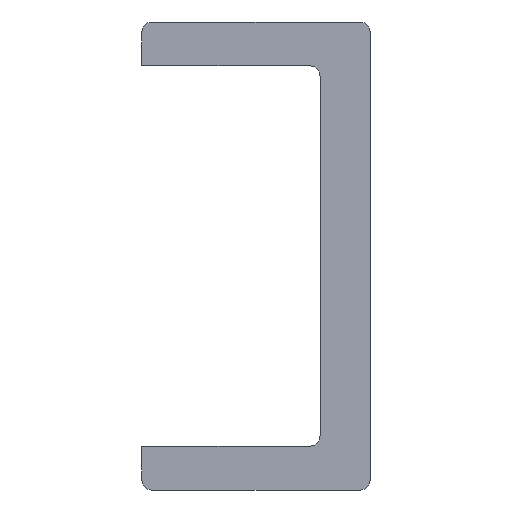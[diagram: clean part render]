
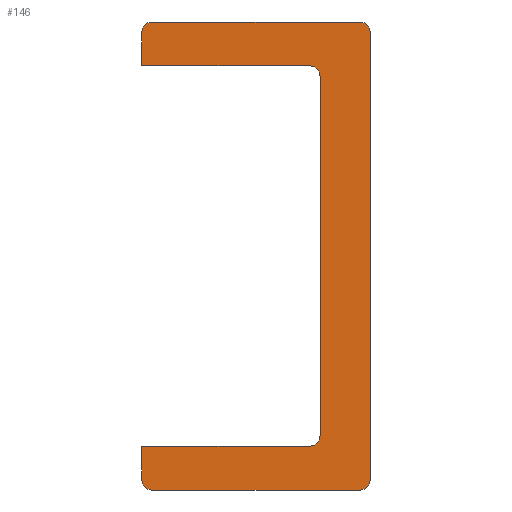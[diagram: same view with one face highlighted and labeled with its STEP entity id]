
A CAD part, front view. The second image highlights one B-rep face of the part: STEP entity #146.
In plain terms, the highlighted planar face has unit normal (0, -1, 0).
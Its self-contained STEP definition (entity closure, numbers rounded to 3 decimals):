
#146 = ADVANCED_FACE( '', ( #416 ), #417, .F. );
#416 = FACE_OUTER_BOUND( '', #861, .T. );
#417 = PLANE( '', #862 );
#861 = EDGE_LOOP( '', ( #1334, #1335, #1336, #1337, #1338, #1339, #1340, #1341, #1342, #1343, #1344, #1345, #1346, #1347 ) );
#862 = AXIS2_PLACEMENT_3D( '', #1348, #1349, #1350 );
#1334 = ORIENTED_EDGE( '', *, *, #1965, .F. );
#1335 = ORIENTED_EDGE( '', *, *, #1980, .T. );
#1336 = ORIENTED_EDGE( '', *, *, #1981, .F. );
#1337 = ORIENTED_EDGE( '', *, *, #1982, .T. );
#1338 = ORIENTED_EDGE( '', *, *, #1983, .F. );
#1339 = ORIENTED_EDGE( '', *, *, #1984, .F. );
#1340 = ORIENTED_EDGE( '', *, *, #1985, .F. );
#1341 = ORIENTED_EDGE( '', *, *, #1986, .F. );
#1342 = ORIENTED_EDGE( '', *, *, #1987, .F. );
#1343 = ORIENTED_EDGE( '', *, *, #1988, .F. );
#1344 = ORIENTED_EDGE( '', *, *, #1989, .F. );
#1345 = ORIENTED_EDGE( '', *, *, #1990, .T. );
#1346 = ORIENTED_EDGE( '', *, *, #1970, .F. );
#1347 = ORIENTED_EDGE( '', *, *, #1991, .T. );
#1348 = CARTESIAN_POINT( '', ( -10.5, 0., 21.5 ) );
#1349 = DIRECTION( '', ( 0., 1., 0. ) );
#1350 = DIRECTION( '', ( 0., 0., 1. ) );
#1965 = EDGE_CURVE( '', #2272, #2274, #2275, .T. );
#1970 = EDGE_CURVE( '', #2281, #2283, #2284, .T. );
#1980 = EDGE_CURVE( '', #2272, #2298, #2299, .F. );
#1981 = EDGE_CURVE( '', #2300, #2298, #2301, .T. );
#1982 = EDGE_CURVE( '', #2300, #2302, #2303, .F. );
#1983 = EDGE_CURVE( '', #2304, #2302, #2305, .T. );
#1984 = EDGE_CURVE( '', #2306, #2304, #2307, .T. );
#1985 = EDGE_CURVE( '', #2308, #2306, #2309, .T. );
#1986 = EDGE_CURVE( '', #2310, #2308, #2311, .T. );
#1987 = EDGE_CURVE( '', #2312, #2310, #2313, .T. );
#1988 = EDGE_CURVE( '', #2314, #2312, #2315, .T. );
#1989 = EDGE_CURVE( '', #2316, #2314, #2317, .T. );
#1990 = EDGE_CURVE( '', #2316, #2283, #2318, .F. );
#1991 = EDGE_CURVE( '', #2281, #2274, #2319, .F. );
#2272 = VERTEX_POINT( '', #2671 );
#2274 = VERTEX_POINT( '', #2674 );
#2275 = LINE( '', #2675, #2676 );
#2281 = VERTEX_POINT( '', #2684 );
#2283 = VERTEX_POINT( '', #2687 );
#2284 = LINE( '', #2688, #2689 );
#2298 = VERTEX_POINT( '', #2704 );
#2299 = CIRCLE( '', #2705, 0.9 );
#2300 = VERTEX_POINT( '', #2706 );
#2301 = LINE( '', #2707, #2708 );
#2302 = VERTEX_POINT( '', #2709 );
#2303 = CIRCLE( '', #2710, 0.9 );
#2304 = VERTEX_POINT( '', #2711 );
#2305 = LINE( '', #2712, #2713 );
#2306 = VERTEX_POINT( '', #2714 );
#2307 = LINE( '', #2715, #2716 );
#2308 = VERTEX_POINT( '', #2717 );
#2309 = CIRCLE( '', #2718, 1. );
#2310 = VERTEX_POINT( '', #2719 );
#2311 = LINE( '', #2720, #2721 );
#2312 = VERTEX_POINT( '', #2722 );
#2313 = CIRCLE( '', #2723, 1. );
#2314 = VERTEX_POINT( '', #2724 );
#2315 = LINE( '', #2725, #2726 );
#2316 = VERTEX_POINT( '', #2727 );
#2317 = LINE( '', #2728, #2729 );
#2318 = CIRCLE( '', #2730, 0.9 );
#2319 = CIRCLE( '', #2731, 0.9 );
#2671 = CARTESIAN_POINT( '', ( 10.5, 0., 20.6 ) );
#2674 = CARTESIAN_POINT( '', ( 10.5, 0., -20.6 ) );
#2675 = CARTESIAN_POINT( '', ( 10.5, 0., 21.5 ) );
#2676 = VECTOR( '', #3140, 1000. );
#2684 = CARTESIAN_POINT( '', ( 9.6, 0., -21.5 ) );
#2687 = CARTESIAN_POINT( '', ( -9.6, 0., -21.5 ) );
#2688 = CARTESIAN_POINT( '', ( 10.5, 0., -21.5 ) );
#2689 = VECTOR( '', #3144, 1000. );
#2704 = CARTESIAN_POINT( '', ( 9.6, 0., 21.5 ) );
#2705 = AXIS2_PLACEMENT_3D( '', #3158, #3159, #3160 );
#2706 = CARTESIAN_POINT( '', ( -9.6, 0., 21.5 ) );
#2707 = CARTESIAN_POINT( '', ( -10.5, 0., 21.5 ) );
#2708 = VECTOR( '', #3161, 1000. );
#2709 = CARTESIAN_POINT( '', ( -10.5, 0., 20.6 ) );
#2710 = AXIS2_PLACEMENT_3D( '', #3162, #3163, #3164 );
#2711 = CARTESIAN_POINT( '', ( -10.5, 0., 17.5 ) );
#2712 = CARTESIAN_POINT( '', ( -10.5, 0., -21.5 ) );
#2713 = VECTOR( '', #3165, 1000. );
#2714 = CARTESIAN_POINT( '', ( 4.9, 0., 17.5 ) );
#2715 = CARTESIAN_POINT( '', ( 4.9, 0., 17.5 ) );
#2716 = VECTOR( '', #3166, 1000. );
#2717 = CARTESIAN_POINT( '', ( 5.9, 0., 16.5 ) );
#2718 = AXIS2_PLACEMENT_3D( '', #3167, #3168, #3169 );
#2719 = CARTESIAN_POINT( '', ( 5.9, 0., -16.5 ) );
#2720 = CARTESIAN_POINT( '', ( 5.9, 0., 16.5 ) );
#2721 = VECTOR( '', #3170, 1000. );
#2722 = CARTESIAN_POINT( '', ( 4.9, 0., -17.5 ) );
#2723 = AXIS2_PLACEMENT_3D( '', #3171, #3172, #3173 );
#2724 = CARTESIAN_POINT( '', ( -10.5, 0., -17.5 ) );
#2725 = CARTESIAN_POINT( '', ( 4.9, 0., -17.5 ) );
#2726 = VECTOR( '', #3174, 1000. );
#2727 = CARTESIAN_POINT( '', ( -10.5, 0., -20.6 ) );
#2728 = CARTESIAN_POINT( '', ( -10.5, 0., -21.5 ) );
#2729 = VECTOR( '', #3175, 1000. );
#2730 = AXIS2_PLACEMENT_3D( '', #3176, #3177, #3178 );
#2731 = AXIS2_PLACEMENT_3D( '', #3179, #3180, #3181 );
#3140 = DIRECTION( '', ( 0., 0., -1. ) );
#3144 = DIRECTION( '', ( -1., 0., 0. ) );
#3158 = CARTESIAN_POINT( '', ( 9.6, 0., 20.6 ) );
#3159 = DIRECTION( '', ( 0., 1., 0. ) );
#3160 = DIRECTION( '', ( 0., 0., 1. ) );
#3161 = DIRECTION( '', ( 1., 0., 0. ) );
#3162 = CARTESIAN_POINT( '', ( -9.6, 0., 20.6 ) );
#3163 = DIRECTION( '', ( 0., 1., 0. ) );
#3164 = DIRECTION( '', ( 0., 0., 1. ) );
#3165 = DIRECTION( '', ( 0., 0., 1. ) );
#3166 = DIRECTION( '', ( -1., 0., 0. ) );
#3167 = CARTESIAN_POINT( '', ( 4.9, 0., 16.5 ) );
#3168 = DIRECTION( '', ( 0., -1., 0. ) );
#3169 = DIRECTION( '', ( -1., 0., 0. ) );
#3170 = DIRECTION( '', ( 0., 0., 1. ) );
#3171 = CARTESIAN_POINT( '', ( 4.9, 0., -16.5 ) );
#3172 = DIRECTION( '', ( 0., -1., 0. ) );
#3173 = DIRECTION( '', ( -1., 0., 0. ) );
#3174 = DIRECTION( '', ( 1., 0., 0. ) );
#3175 = DIRECTION( '', ( 0., 0., 1. ) );
#3176 = CARTESIAN_POINT( '', ( -9.6, 0., -20.6 ) );
#3177 = DIRECTION( '', ( 0., 1., 0. ) );
#3178 = DIRECTION( '', ( 0., 0., 1. ) );
#3179 = CARTESIAN_POINT( '', ( 9.6, 0., -20.6 ) );
#3180 = DIRECTION( '', ( 0., 1., 0. ) );
#3181 = DIRECTION( '', ( 0., 0., 1. ) );
